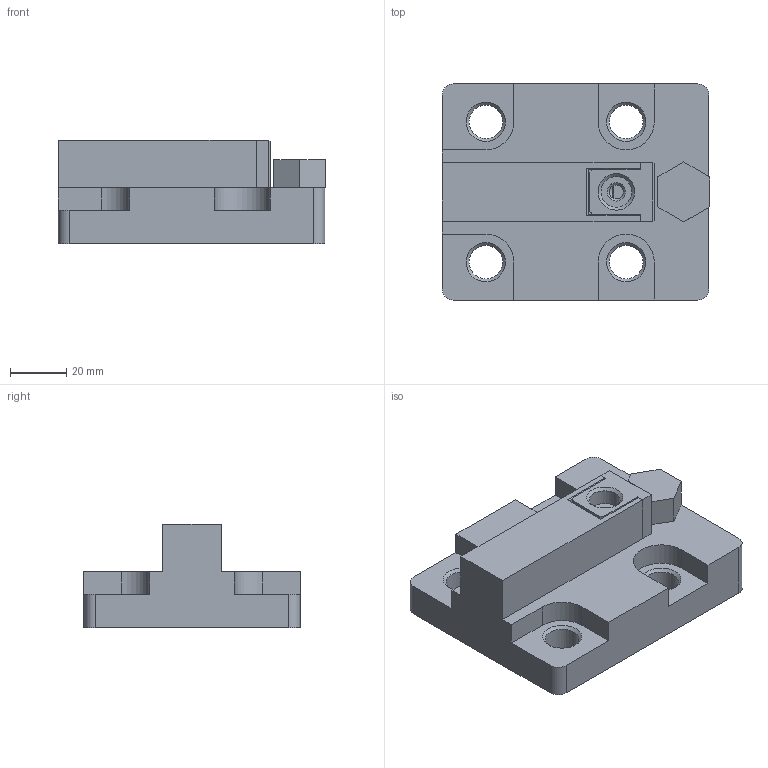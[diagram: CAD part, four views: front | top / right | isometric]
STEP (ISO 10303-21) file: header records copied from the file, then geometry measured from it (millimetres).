
FILE_DESCRIPTION( ( 'Unknown' ), '1' );
FILE_NAME( 'CP32-1250.stp', 'Unknown', ( 'Unknown' ), ( 'Unknown' ), 'XStep 1.0', 'Unknown', ' ' );
FILE_SCHEMA( ( 'CONFIG_CONTROL_DESIGN' ) );
Length unit declared in the file: millimetre
Products named in the file (3): Assem1; 1; 2
Bounding box: 95.25 x 77 x 37 mm (x, y, z)
Surface area: 59672 mm2
Topology: 4 solids, 4 shells, 172 faces, 460 edges, 298 vertices
Faces by surface type: plane 118, cylinder 30, cone 24
Full cylindrical faces by diameter (mm): 5 x2, 6.5 x2, 11 x2, 12 x8
Entity records: 2664 total; most frequent: CARTESIAN_POINT 438, DIRECTION 424, ORIENTED_EDGE 410, EDGE_CURVE 205, LINE 164, VECTOR 164, VERTEX_POINT 144, AXIS2_PLACEMENT_3D 130
